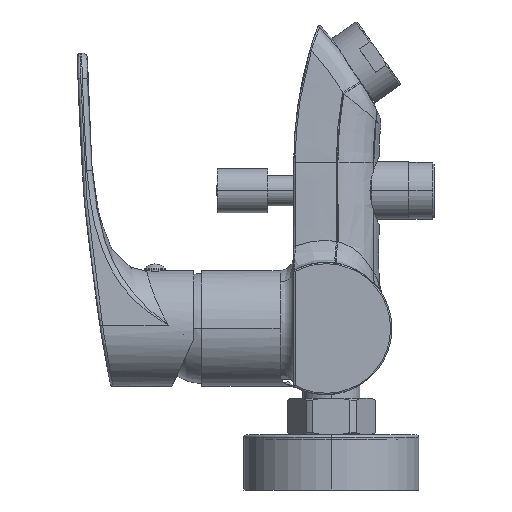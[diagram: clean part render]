
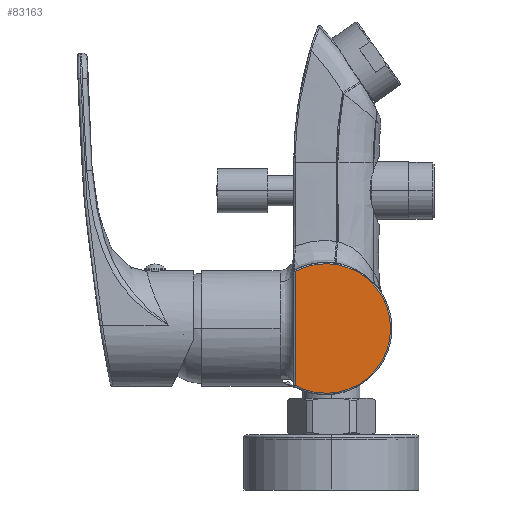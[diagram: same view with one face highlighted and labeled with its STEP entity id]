
A CAD part, left-side view. The second image highlights one B-rep face of the part: STEP entity #83163.
In plain terms, the highlighted planar face has unit normal (-1, 0, 0).
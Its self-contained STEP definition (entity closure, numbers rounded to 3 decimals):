
#30362=CARTESIAN_POINT('',(-90.,0.,0.));
#30363=DIRECTION('',(-1.,0.,0.));
#30364=DIRECTION('',(0.,0.473,-0.881));
#30365=AXIS2_PLACEMENT_3D('',#30362,#30363,#30364);
#30367=DIRECTION('',(0.,0.,-1.));
#30368=VECTOR('',#30367,41.406);
#30369=CARTESIAN_POINT('',(-90.,11.119,20.703));
#30370=LINE('',#30369,#30368);
#34418=CARTESIAN_POINT('',(-90.,11.119,-20.703));
#34419=CARTESIAN_POINT('',(-90.,11.119,20.703));
#34420=VERTEX_POINT('',#34418);
#34421=VERTEX_POINT('',#34419);
#83153=CARTESIAN_POINT('',(-90.,0.,0.));
#83154=DIRECTION('',(1.,0.,0.));
#83155=DIRECTION('',(0.,0.,-1.));
#83156=AXIS2_PLACEMENT_3D('',#83153,#83154,#83155);
#83157=PLANE('',#83156);
#83158=ORIENTED_EDGE('',*,*,#83136,.F.);
#83160=ORIENTED_EDGE('',*,*,#83159,.F.);
#83161=EDGE_LOOP('',(#83158,#83160));
#83162=FACE_OUTER_BOUND('',#83161,.F.);
#83163=ADVANCED_FACE('',(#83162),#83157,.F.);
#30366=CIRCLE('',#30365,23.5);
#83136=EDGE_CURVE('',#34420,#34421,#30366,.T.);
#83159=EDGE_CURVE('',#34421,#34420,#30370,.T.);
